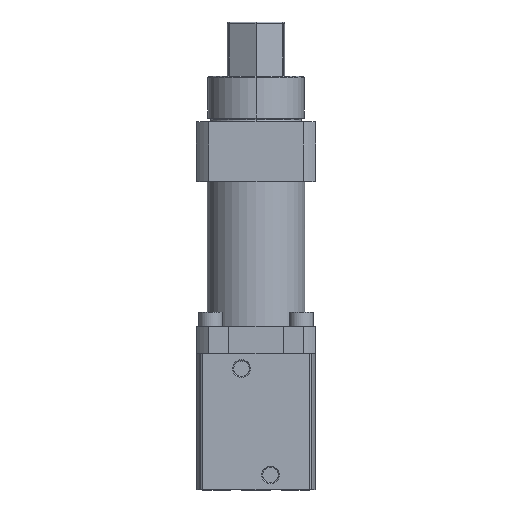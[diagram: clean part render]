
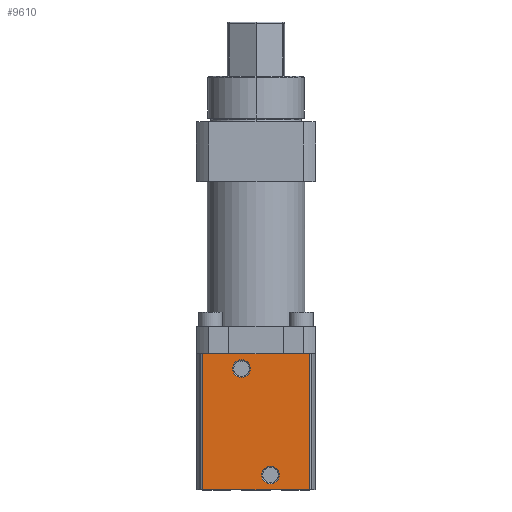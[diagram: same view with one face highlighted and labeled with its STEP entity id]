
A CAD part, top view. The second image highlights one B-rep face of the part: STEP entity #9610.
In plain terms, the highlighted planar face has unit normal (0, 0, 1).
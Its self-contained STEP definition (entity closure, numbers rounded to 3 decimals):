
#400 = VECTOR ( 'NONE', #6573, 1000. ) ;
#412 = CIRCLE ( 'NONE', #436, 4.864 ) ;
#419 = VECTOR ( 'NONE', #6591, 1000. ) ;
#421 = VECTOR ( 'NONE', #6584, 1000. ) ;
#424 = VECTOR ( 'NONE', #6588, 1000. ) ;
#436 = AXIS2_PLACEMENT_3D ( 'NONE', #6563, #6564, #6565 ) ;
#448 = CIRCLE ( 'NONE', #453, 4.864 ) ;
#453 = AXIS2_PLACEMENT_3D ( 'NONE', #6567, #6568, #6569 ) ;
#868 = VERTEX_POINT ( 'NONE', #4755 ) ;
#869 = VERTEX_POINT ( 'NONE', #4756 ) ;
#870 = VERTEX_POINT ( 'NONE', #4757 ) ;
#874 = VERTEX_POINT ( 'NONE', #4761 ) ;
#1319 = EDGE_CURVE ( 'NONE', #874, #868, #412, .T. ) ;
#1320 = EDGE_CURVE ( 'NONE', #869, #870, #448, .T. ) ;
#1322 = EDGE_CURVE ( 'NONE', #4587, #4588, #6561, .T. ) ;
#1325 = EDGE_CURVE ( 'NONE', #4588, #4510, #6574, .T. ) ;
#1327 = EDGE_CURVE ( 'NONE', #4510, #4545, #6579, .T. ) ;
#1328 = EDGE_CURVE ( 'NONE', #4545, #4587, #6589, .T. ) ;
#3375 = EDGE_LOOP ( 'NONE', ( #10304, #10270 ) ) ;
#3400 = EDGE_LOOP ( 'NONE', ( #10235, #10306, #10297, #10234 ) ) ;
#3401 = EDGE_LOOP ( 'NONE', ( #10262, #10238 ) ) ;
#4510 = VERTEX_POINT ( 'NONE', #10467 ) ;
#4545 = VERTEX_POINT ( 'NONE', #10509 ) ;
#4587 = VERTEX_POINT ( 'NONE', #10560 ) ;
#4588 = VERTEX_POINT ( 'NONE', #10561 ) ;
#4755 = CARTESIAN_POINT ( 'NONE',  ( 8., -199.664, 32.75 ) ) ;
#4756 = CARTESIAN_POINT ( 'NONE',  ( -8., -131.336, 32.75 ) ) ;
#4757 = CARTESIAN_POINT ( 'NONE',  ( -8., -141.064, 32.75 ) ) ;
#4761 = CARTESIAN_POINT ( 'NONE',  ( 8., -189.936, 32.75 ) ) ;
#5376 = EDGE_CURVE ( 'NONE', #868, #874, #7186, .T. ) ;
#5408 = EDGE_CURVE ( 'NONE', #870, #869, #7237, .T. ) ;
#6561 = LINE ( 'NONE', #6566, #400 ) ;
#6563 = CARTESIAN_POINT ( 'NONE',  ( 8., -194.8, 32.75 ) ) ;
#6564 = DIRECTION ( 'NONE',  ( 0., 0., -1. ) ) ;
#6565 = DIRECTION ( 'NONE',  ( 0., -1., 0. ) ) ;
#6566 = CARTESIAN_POINT ( 'NONE',  ( -29.399, -203., 32.75 ) ) ;
#6567 = CARTESIAN_POINT ( 'NONE',  ( -8., -136.2, 32.75 ) ) ;
#6568 = DIRECTION ( 'NONE',  ( 0., 0., -1. ) ) ;
#6569 = DIRECTION ( 'NONE',  ( 0., -1., 0. ) ) ;
#6573 = DIRECTION ( 'NONE',  ( 1., 0., 0. ) ) ;
#6574 = LINE ( 'NONE', #6575, #421 ) ;
#6575 = CARTESIAN_POINT ( 'NONE',  ( 29.399, -128., 32.75 ) ) ;
#6579 = LINE ( 'NONE', #6580, #424 ) ;
#6580 = CARTESIAN_POINT ( 'NONE',  ( -29.399, -128., 32.75 ) ) ;
#6584 = DIRECTION ( 'NONE',  ( 0., 1., 0. ) ) ;
#6588 = DIRECTION ( 'NONE',  ( -1., 0., 0. ) ) ;
#6589 = LINE ( 'NONE', #6590, #419 ) ;
#6590 = CARTESIAN_POINT ( 'NONE',  ( -29.399, -128., 32.75 ) ) ;
#6591 = DIRECTION ( 'NONE',  ( 0., -1., 0. ) ) ;
#7186 = CIRCLE ( 'NONE', #7197, 4.864 ) ;
#7197 = AXIS2_PLACEMENT_3D ( 'NONE', #11076, #11077, #11078 ) ;
#7237 = CIRCLE ( 'NONE', #7241, 4.864 ) ;
#7241 = AXIS2_PLACEMENT_3D ( 'NONE', #11172, #11173, #11174 ) ;
#7360 = AXIS2_PLACEMENT_3D ( 'NONE', #8799, #8791, #8806 ) ;
#8791 = DIRECTION ( 'NONE',  ( 0., 0., 1. ) ) ;
#8799 = CARTESIAN_POINT ( 'NONE',  ( -29.399, -128., 32.75 ) ) ;
#8800 = FACE_OUTER_BOUND ( 'NONE', #3400, .T. ) ;
#8802 = FACE_BOUND ( 'NONE', #3375, .T. ) ;
#8803 = FACE_BOUND ( 'NONE', #3401, .T. ) ;
#8804 = PLANE ( 'NONE',  #7360 ) ;
#8806 = DIRECTION ( 'NONE',  ( 0., -1., 0. ) ) ;
#9610 = ADVANCED_FACE ( 'NONE', ( #8800, #8802, #8803 ), #8804, .T. ) ;
#10234 = ORIENTED_EDGE ( 'NONE', *, *, #1325, .T. ) ;
#10235 = ORIENTED_EDGE ( 'NONE', *, *, #1327, .T. ) ;
#10238 = ORIENTED_EDGE ( 'NONE', *, *, #1319, .T. ) ;
#10262 = ORIENTED_EDGE ( 'NONE', *, *, #5376, .T. ) ;
#10270 = ORIENTED_EDGE ( 'NONE', *, *, #1320, .T. ) ;
#10297 = ORIENTED_EDGE ( 'NONE', *, *, #1322, .T. ) ;
#10304 = ORIENTED_EDGE ( 'NONE', *, *, #5408, .T. ) ;
#10306 = ORIENTED_EDGE ( 'NONE', *, *, #1328, .T. ) ;
#10467 = CARTESIAN_POINT ( 'NONE',  ( 29.399, -128., 32.75 ) ) ;
#10509 = CARTESIAN_POINT ( 'NONE',  ( -29.399, -128., 32.75 ) ) ;
#10560 = CARTESIAN_POINT ( 'NONE',  ( -29.399, -203., 32.75 ) ) ;
#10561 = CARTESIAN_POINT ( 'NONE',  ( 29.399, -203., 32.75 ) ) ;
#11076 = CARTESIAN_POINT ( 'NONE',  ( 8., -194.8, 32.75 ) ) ;
#11077 = DIRECTION ( 'NONE',  ( 0., 0., -1. ) ) ;
#11078 = DIRECTION ( 'NONE',  ( 0., -1., 0. ) ) ;
#11172 = CARTESIAN_POINT ( 'NONE',  ( -8., -136.2, 32.75 ) ) ;
#11173 = DIRECTION ( 'NONE',  ( 0., 0., -1. ) ) ;
#11174 = DIRECTION ( 'NONE',  ( 0., -1., 0. ) ) ;
